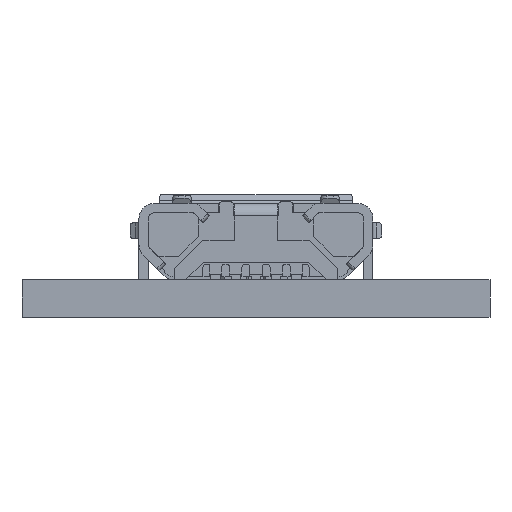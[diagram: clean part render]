
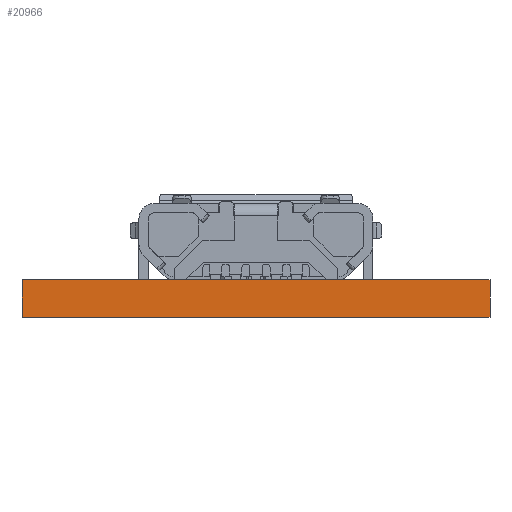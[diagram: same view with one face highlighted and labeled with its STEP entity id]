
A CAD part, front view. The second image highlights one B-rep face of the part: STEP entity #20966.
In plain terms, the highlighted planar face has unit normal (0, -1, 0).
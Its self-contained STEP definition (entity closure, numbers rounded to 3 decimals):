
#17647=CARTESIAN_POINT('',(-7.5,-7.,1.2));
#17648=VERTEX_POINT('',#17647);
#17655=CARTESIAN_POINT('',(7.5,-7.,1.2));
#17656=VERTEX_POINT('',#17655);
#17657=CARTESIAN_POINT('',(-7.5,-7.,1.2));
#17658=DIRECTION('',(1.,0.,0.));
#17659=VECTOR('',#17658,15.);
#17660=LINE('',#17657,#17659);
#17661=EDGE_CURVE('',#17648,#17656,#17660,.T.);
#20304=CARTESIAN_POINT('',(7.5,-7.,0.));
#20305=VERTEX_POINT('',#20304);
#20312=CARTESIAN_POINT('',(-7.5,-7.,0.));
#20313=VERTEX_POINT('',#20312);
#20314=CARTESIAN_POINT('',(-7.5,-7.,0.));
#20315=DIRECTION('',(1.,0.,0.));
#20316=VECTOR('',#20315,15.);
#20317=LINE('',#20314,#20316);
#20318=EDGE_CURVE('',#20313,#20305,#20317,.T.);
#20907=CARTESIAN_POINT('',(7.5,-7.,1.2));
#20908=DIRECTION('',(0.,0.,-1.));
#20909=VECTOR('',#20908,1.2);
#20910=LINE('',#20907,#20909);
#20911=EDGE_CURVE('',#17656,#20305,#20910,.T.);
#20944=CARTESIAN_POINT('',(-7.5,-7.,1.2));
#20945=DIRECTION('',(0.,0.,-1.));
#20946=VECTOR('',#20945,1.2);
#20947=LINE('',#20944,#20946);
#20948=EDGE_CURVE('',#17648,#20313,#20947,.T.);
#20955=CARTESIAN_POINT('',(-7.5,-7.,1.2));
#20956=DIRECTION('',(-0.,1.,0.));
#20957=DIRECTION('',(-1.,-0.,0.));
#20958=AXIS2_PLACEMENT_3D('',#20955,#20956,#20957);
#20959=PLANE('',#20958);
#20960=ORIENTED_EDGE('',*,*,#20318,.T.);
#20961=ORIENTED_EDGE('',*,*,#20911,.F.);
#20962=ORIENTED_EDGE('',*,*,#17661,.F.);
#20963=ORIENTED_EDGE('',*,*,#20948,.T.);
#20964=EDGE_LOOP('',(#20960,#20961,#20962,#20963));
#20965=FACE_BOUND('',#20964,.T.);
#20966=ADVANCED_FACE('',(#20965),#20959,.F.);
